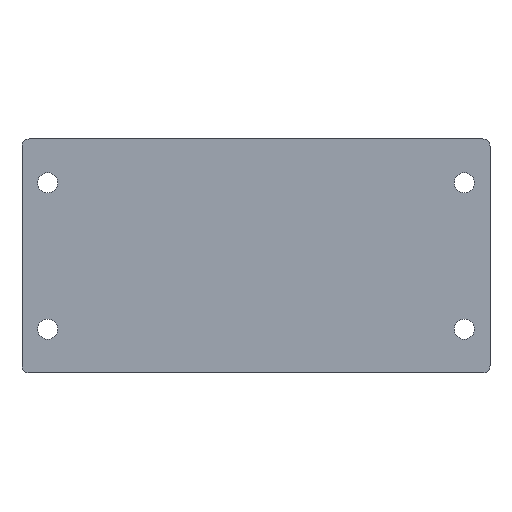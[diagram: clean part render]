
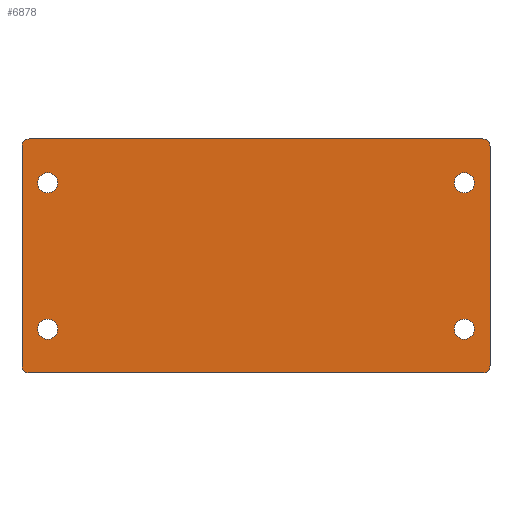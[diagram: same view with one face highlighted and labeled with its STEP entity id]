
A CAD part, front view. The second image highlights one B-rep face of the part: STEP entity #6878.
In plain terms, the highlighted planar face has unit normal (0, -1, 0).
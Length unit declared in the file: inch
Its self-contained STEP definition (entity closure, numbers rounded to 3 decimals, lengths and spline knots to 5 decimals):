
#77 = CARTESIAN_POINT ( 'NONE',  ( -7.125, 0., -2.5 ) ) ;
#105 = LINE ( 'NONE', #3203, #2602 ) ;
#107 = CARTESIAN_POINT ( 'NONE',  ( 7.75, 0., -3.75 ) ) ;
#134 = DIRECTION ( 'NONE',  ( 0., 0., 1. ) ) ;
#153 = DIRECTION ( 'NONE',  ( 0., 0., 1. ) ) ;
#158 = VERTEX_POINT ( 'NONE', #193 ) ;
#192 = CARTESIAN_POINT ( 'NONE',  ( -7.125, 0., 2.5 ) ) ;
#193 = CARTESIAN_POINT ( 'NONE',  ( 7.125, 0., 2.15625 ) ) ;
#250 = VERTEX_POINT ( 'NONE', #6283 ) ;
#289 = EDGE_CURVE ( 'NONE', #5596, #4828, #6651, .T. ) ;
#301 = VERTEX_POINT ( 'NONE', #4748 ) ;
#315 = CARTESIAN_POINT ( 'NONE',  ( -8., 0., 3.75 ) ) ;
#443 = EDGE_LOOP ( 'NONE', ( #3739, #6689 ) ) ;
#452 = AXIS2_PLACEMENT_3D ( 'NONE', #192, #1765, #6103 ) ;
#461 = EDGE_CURVE ( 'NONE', #6613, #3443, #551, .T. ) ;
#551 = LINE ( 'NONE', #4289, #5146 ) ;
#562 = PLANE ( 'NONE',  #3241 ) ;
#592 = ORIENTED_EDGE ( 'NONE', *, *, #2056, .F. ) ;
#598 = CARTESIAN_POINT ( 'NONE',  ( -7.75, 0., -4. ) ) ;
#659 = DIRECTION ( 'NONE',  ( 0., 1., 0. ) ) ;
#670 = CARTESIAN_POINT ( 'NONE',  ( 7.125, 0., 2.5 ) ) ;
#672 = DIRECTION ( 'NONE',  ( 0., 1., 0. ) ) ;
#679 = VERTEX_POINT ( 'NONE', #925 ) ;
#690 = ORIENTED_EDGE ( 'NONE', *, *, #1627, .F. ) ;
#691 = CARTESIAN_POINT ( 'NONE',  ( -7.125, 0., 2.15625 ) ) ;
#710 = VERTEX_POINT ( 'NONE', #1539 ) ;
#712 = LINE ( 'NONE', #2970, #1657 ) ;
#749 = DIRECTION ( 'NONE',  ( 0., 0., 1. ) ) ;
#925 = CARTESIAN_POINT ( 'NONE',  ( 7.125, 0., 2.84375 ) ) ;
#927 = VERTEX_POINT ( 'NONE', #5472 ) ;
#1271 = DIRECTION ( 'NONE',  ( 0., 0., 1. ) ) ;
#1359 = AXIS2_PLACEMENT_3D ( 'NONE', #6358, #4767, #6913 ) ;
#1470 = VERTEX_POINT ( 'NONE', #691 ) ;
#1472 = ORIENTED_EDGE ( 'NONE', *, *, #2967, .F. ) ;
#1477 = VERTEX_POINT ( 'NONE', #2898 ) ;
#1490 = CIRCLE ( 'NONE', #6072, 0.25 ) ;
#1539 = CARTESIAN_POINT ( 'NONE',  ( 7.125, 0., -2.84375 ) ) ;
#1627 = EDGE_CURVE ( 'NONE', #3443, #5596, #6937, .T. ) ;
#1657 = VECTOR ( 'NONE', #2913, 39.37008 ) ;
#1663 = VERTEX_POINT ( 'NONE', #5175 ) ;
#1698 = CARTESIAN_POINT ( 'NONE',  ( -7.75, 0., 3.75 ) ) ;
#1715 = DIRECTION ( 'NONE',  ( 0., 0., 1. ) ) ;
#1720 = CARTESIAN_POINT ( 'NONE',  ( -8., 0., -3.75 ) ) ;
#1748 = ORIENTED_EDGE ( 'NONE', *, *, #4215, .T. ) ;
#1765 = DIRECTION ( 'NONE',  ( 0., 1., 0. ) ) ;
#1789 = EDGE_CURVE ( 'NONE', #6311, #710, #2005, .T. ) ;
#1839 = ORIENTED_EDGE ( 'NONE', *, *, #6181, .T. ) ;
#2005 = CIRCLE ( 'NONE', #1359, 0.34375 ) ;
#2056 = EDGE_CURVE ( 'NONE', #4828, #6902, #1490, .T. ) ;
#2121 = FACE_BOUND ( 'NONE', #6269, .T. ) ;
#2374 = FACE_BOUND ( 'NONE', #2761, .T. ) ;
#2580 = AXIS2_PLACEMENT_3D ( 'NONE', #5200, #6350, #3662 ) ;
#2584 = ORIENTED_EDGE ( 'NONE', *, *, #6781, .T. ) ;
#2602 = VECTOR ( 'NONE', #5865, 39.37008 ) ;
#2634 = ORIENTED_EDGE ( 'NONE', *, *, #461, .F. ) ;
#2666 = ORIENTED_EDGE ( 'NONE', *, *, #289, .F. ) ;
#2712 = DIRECTION ( 'NONE',  ( 0., 0., 1. ) ) ;
#2759 = ORIENTED_EDGE ( 'NONE', *, *, #2919, .T. ) ;
#2761 = EDGE_LOOP ( 'NONE', ( #5527, #1839 ) ) ;
#2898 = CARTESIAN_POINT ( 'NONE',  ( -7.125, 0., -2.15625 ) ) ;
#2913 = DIRECTION ( 'NONE',  ( 0., 0., -1. ) ) ;
#2919 = EDGE_CURVE ( 'NONE', #1663, #1477, #5955, .T. ) ;
#2967 = EDGE_CURVE ( 'NONE', #5369, #6613, #4531, .T. ) ;
#2970 = CARTESIAN_POINT ( 'NONE',  ( 8., 0., -3.75 ) ) ;
#3075 = CARTESIAN_POINT ( 'NONE',  ( -8., 0., -3.75 ) ) ;
#3137 = CARTESIAN_POINT ( 'NONE',  ( 8., 0., -3.75 ) ) ;
#3203 = CARTESIAN_POINT ( 'NONE',  ( -7.75, 0., 4. ) ) ;
#3225 = AXIS2_PLACEMENT_3D ( 'NONE', #107, #6587, #1271 ) ;
#3241 = AXIS2_PLACEMENT_3D ( 'NONE', #1698, #5475, #5500 ) ;
#3334 = EDGE_LOOP ( 'NONE', ( #2759, #2584 ) ) ;
#3378 = CARTESIAN_POINT ( 'NONE',  ( 7.75, 0., 3.75 ) ) ;
#3413 = AXIS2_PLACEMENT_3D ( 'NONE', #3565, #4107, #5753 ) ;
#3416 = DIRECTION ( 'NONE',  ( 0., 0., -1. ) ) ;
#3443 = VERTEX_POINT ( 'NONE', #598 ) ;
#3451 = CARTESIAN_POINT ( 'NONE',  ( -7.75, 0., 3.75 ) ) ;
#3468 = CARTESIAN_POINT ( 'NONE',  ( 7.125, 0., -2.5 ) ) ;
#3565 = CARTESIAN_POINT ( 'NONE',  ( -7.125, 0., 2.5 ) ) ;
#3607 = CIRCLE ( 'NONE', #452, 0.34375 ) ;
#3623 = AXIS2_PLACEMENT_3D ( 'NONE', #5424, #6020, #2712 ) ;
#3662 = DIRECTION ( 'NONE',  ( 0., 0., 1. ) ) ;
#3712 = ORIENTED_EDGE ( 'NONE', *, *, #5344, .F. ) ;
#3736 = CIRCLE ( 'NONE', #6733, 0.34375 ) ;
#3739 = ORIENTED_EDGE ( 'NONE', *, *, #4057, .T. ) ;
#3747 = DIRECTION ( 'NONE',  ( -1., 0., 0. ) ) ;
#3790 = EDGE_CURVE ( 'NONE', #158, #679, #5925, .T. ) ;
#3821 = FACE_BOUND ( 'NONE', #3334, .T. ) ;
#3926 = ORIENTED_EDGE ( 'NONE', *, *, #5722, .F. ) ;
#3936 = EDGE_LOOP ( 'NONE', ( #592, #2666, #690, #2634, #1472, #3926, #6804, #3712 ) ) ;
#3968 = DIRECTION ( 'NONE',  ( 0., 1., 0. ) ) ;
#4045 = CARTESIAN_POINT ( 'NONE',  ( 7.125, 0., 2.5 ) ) ;
#4057 = EDGE_CURVE ( 'NONE', #710, #6311, #3736, .T. ) ;
#4107 = DIRECTION ( 'NONE',  ( 0., 1., 0. ) ) ;
#4215 = EDGE_CURVE ( 'NONE', #1470, #927, #5328, .T. ) ;
#4289 = CARTESIAN_POINT ( 'NONE',  ( -7.75, 0., -4. ) ) ;
#4454 = EDGE_CURVE ( 'NONE', #250, #301, #6780, .T. ) ;
#4531 = CIRCLE ( 'NONE', #3225, 0.25 ) ;
#4748 = CARTESIAN_POINT ( 'NONE',  ( 8., 0., 3.75 ) ) ;
#4767 = DIRECTION ( 'NONE',  ( 0., 1., 0. ) ) ;
#4828 = VERTEX_POINT ( 'NONE', #315 ) ;
#5016 = DIRECTION ( 'NONE',  ( 0., 0., -1. ) ) ;
#5101 = CARTESIAN_POINT ( 'NONE',  ( 7.75, 0., -4. ) ) ;
#5146 = VECTOR ( 'NONE', #3747, 39.37008 ) ;
#5175 = CARTESIAN_POINT ( 'NONE',  ( -7.125, 0., -2.84375 ) ) ;
#5200 = CARTESIAN_POINT ( 'NONE',  ( -7.75, 0., -3.75 ) ) ;
#5237 = FACE_BOUND ( 'NONE', #443, .T. ) ;
#5328 = CIRCLE ( 'NONE', #3413, 0.34375 ) ;
#5344 = EDGE_CURVE ( 'NONE', #6902, #250, #105, .T. ) ;
#5369 = VERTEX_POINT ( 'NONE', #3137 ) ;
#5424 = CARTESIAN_POINT ( 'NONE',  ( -7.125, 0., -2.5 ) ) ;
#5472 = CARTESIAN_POINT ( 'NONE',  ( -7.125, 0., 2.84375 ) ) ;
#5475 = DIRECTION ( 'NONE',  ( 0., 1., 0. ) ) ;
#5500 = DIRECTION ( 'NONE',  ( 0., 0., 1. ) ) ;
#5527 = ORIENTED_EDGE ( 'NONE', *, *, #3790, .T. ) ;
#5577 = CIRCLE ( 'NONE', #3623, 0.34375 ) ;
#5596 = VERTEX_POINT ( 'NONE', #1720 ) ;
#5604 = DIRECTION ( 'NONE',  ( 0., 1., 0. ) ) ;
#5615 = CARTESIAN_POINT ( 'NONE',  ( -7.75, 0., 4. ) ) ;
#5722 = EDGE_CURVE ( 'NONE', #301, #5369, #712, .T. ) ;
#5753 = DIRECTION ( 'NONE',  ( 0., 0., -1. ) ) ;
#5763 = DIRECTION ( 'NONE',  ( 0., 0., 1. ) ) ;
#5865 = DIRECTION ( 'NONE',  ( 1., 0., 0. ) ) ;
#5925 = CIRCLE ( 'NONE', #6968, 0.34375 ) ;
#5955 = CIRCLE ( 'NONE', #6498, 0.34375 ) ;
#6020 = DIRECTION ( 'NONE',  ( 0., 1., 0. ) ) ;
#6072 = AXIS2_PLACEMENT_3D ( 'NONE', #3451, #672, #749 ) ;
#6096 = DIRECTION ( 'NONE',  ( 0., 1., 0. ) ) ;
#6103 = DIRECTION ( 'NONE',  ( 0., 0., -1. ) ) ;
#6181 = EDGE_CURVE ( 'NONE', #679, #158, #6833, .T. ) ;
#6200 = DIRECTION ( 'NONE',  ( 0., 1., 0. ) ) ;
#6211 = EDGE_CURVE ( 'NONE', #927, #1470, #3607, .T. ) ;
#6269 = EDGE_LOOP ( 'NONE', ( #1748, #6793 ) ) ;
#6283 = CARTESIAN_POINT ( 'NONE',  ( 7.75, 0., 4. ) ) ;
#6299 = VECTOR ( 'NONE', #5763, 39.37008 ) ;
#6311 = VERTEX_POINT ( 'NONE', #6746 ) ;
#6350 = DIRECTION ( 'NONE',  ( 0., 1., 0. ) ) ;
#6358 = CARTESIAN_POINT ( 'NONE',  ( 7.125, 0., -2.5 ) ) ;
#6498 = AXIS2_PLACEMENT_3D ( 'NONE', #77, #6096, #134 ) ;
#6587 = DIRECTION ( 'NONE',  ( 0., 1., 0. ) ) ;
#6613 = VERTEX_POINT ( 'NONE', #5101 ) ;
#6651 = LINE ( 'NONE', #3075, #6299 ) ;
#6689 = ORIENTED_EDGE ( 'NONE', *, *, #1789, .T. ) ;
#6733 = AXIS2_PLACEMENT_3D ( 'NONE', #3468, #3968, #153 ) ;
#6746 = CARTESIAN_POINT ( 'NONE',  ( 7.125, 0., -2.15625 ) ) ;
#6780 = CIRCLE ( 'NONE', #7019, 0.25 ) ;
#6781 = EDGE_CURVE ( 'NONE', #1477, #1663, #5577, .T. ) ;
#6791 = FACE_OUTER_BOUND ( 'NONE', #3936, .T. ) ;
#6793 = ORIENTED_EDGE ( 'NONE', *, *, #6211, .T. ) ;
#6801 = AXIS2_PLACEMENT_3D ( 'NONE', #670, #5604, #5016 ) ;
#6804 = ORIENTED_EDGE ( 'NONE', *, *, #4454, .F. ) ;
#6833 = CIRCLE ( 'NONE', #6801, 0.34375 ) ;
#6878 = ADVANCED_FACE ( 'NONE', ( #6791, #3821, #5237, #2374, #2121 ), #562, .F. ) ;
#6902 = VERTEX_POINT ( 'NONE', #5615 ) ;
#6913 = DIRECTION ( 'NONE',  ( 0., 0., 1. ) ) ;
#6937 = CIRCLE ( 'NONE', #2580, 0.25 ) ;
#6968 = AXIS2_PLACEMENT_3D ( 'NONE', #4045, #6200, #3416 ) ;
#7019 = AXIS2_PLACEMENT_3D ( 'NONE', #3378, #659, #1715 ) ;
